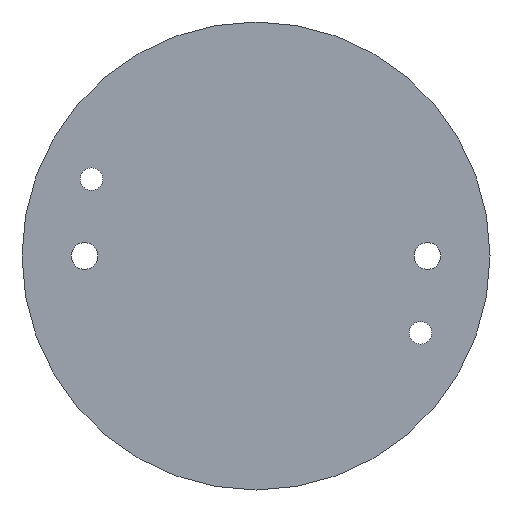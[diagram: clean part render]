
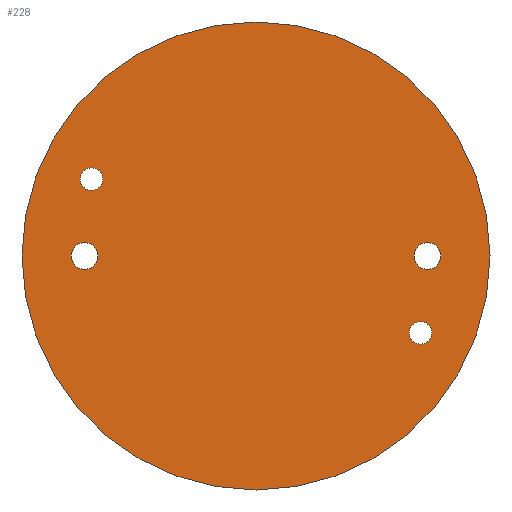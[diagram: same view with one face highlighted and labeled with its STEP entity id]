
A CAD part, front view. The second image highlights one B-rep face of the part: STEP entity #228.
In plain terms, the highlighted planar face has unit normal (0, -1, 0).
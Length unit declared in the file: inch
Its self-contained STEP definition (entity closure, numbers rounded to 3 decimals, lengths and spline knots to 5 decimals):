
#1 = CARTESIAN_POINT ( 'NONE',  ( -2.03919, 0., 0.81089 ) ) ;
#5 = AXIS2_PLACEMENT_3D ( 'NONE', #112, #415, #22 ) ;
#8 = EDGE_CURVE ( 'NONE', #84, #334, #123, .T. ) ;
#9 = ORIENTED_EDGE ( 'NONE', *, *, #151, .T. ) ;
#12 = DIRECTION ( 'NONE',  ( 0., 1., 0. ) ) ;
#14 = CIRCLE ( 'NONE', #312, 0.165 ) ;
#22 = DIRECTION ( 'NONE',  ( 0., 0., 1. ) ) ;
#32 = FACE_BOUND ( 'NONE', #299, .T. ) ;
#45 = EDGE_LOOP ( 'NONE', ( #307, #395 ) ) ;
#48 = CARTESIAN_POINT ( 'NONE',  ( 2.03919, 0., -0.95089 ) ) ;
#61 = CIRCLE ( 'NONE', #255, 0.165 ) ;
#64 = AXIS2_PLACEMENT_3D ( 'NONE', #48, #69, #173 ) ;
#69 = DIRECTION ( 'NONE',  ( 0., 1., 0. ) ) ;
#78 = EDGE_CURVE ( 'NONE', #376, #251, #61, .T. ) ;
#84 = VERTEX_POINT ( 'NONE', #143 ) ;
#86 = EDGE_CURVE ( 'NONE', #251, #376, #325, .T. ) ;
#91 = CARTESIAN_POINT ( 'NONE',  ( 2.03919, 0., -0.81089 ) ) ;
#102 = CARTESIAN_POINT ( 'NONE',  ( -2.03919, 0., 0.95089 ) ) ;
#104 = VERTEX_POINT ( 'NONE', #91 ) ;
#107 = ORIENTED_EDGE ( 'NONE', *, *, #287, .T. ) ;
#108 = DIRECTION ( 'NONE',  ( 0., 0., 1. ) ) ;
#112 = CARTESIAN_POINT ( 'NONE',  ( -2.03919, 0., 0.95089 ) ) ;
#123 = CIRCLE ( 'NONE', #348, 2.9 ) ;
#125 = EDGE_CURVE ( 'NONE', #301, #344, #399, .T. ) ;
#131 = CARTESIAN_POINT ( 'NONE',  ( 0., 0., 0. ) ) ;
#132 = ORIENTED_EDGE ( 'NONE', *, *, #125, .T. ) ;
#133 = CARTESIAN_POINT ( 'NONE',  ( -2.125, 0., -0.165 ) ) ;
#137 = CIRCLE ( 'NONE', #178, 0.14 ) ;
#142 = EDGE_LOOP ( 'NONE', ( #9, #132 ) ) ;
#143 = CARTESIAN_POINT ( 'NONE',  ( 0., 0., 2.9 ) ) ;
#148 = DIRECTION ( 'NONE',  ( 0., 0., 1. ) ) ;
#151 = EDGE_CURVE ( 'NONE', #344, #301, #411, .T. ) ;
#162 = AXIS2_PLACEMENT_3D ( 'NONE', #425, #163, #388 ) ;
#163 = DIRECTION ( 'NONE',  ( 0., 1., 0. ) ) ;
#164 = EDGE_CURVE ( 'NONE', #334, #84, #350, .T. ) ;
#173 = DIRECTION ( 'NONE',  ( 0., 0., 1. ) ) ;
#178 = AXIS2_PLACEMENT_3D ( 'NONE', #397, #241, #370 ) ;
#181 = DIRECTION ( 'NONE',  ( 0., 1., 0. ) ) ;
#182 = EDGE_LOOP ( 'NONE', ( #283, #401 ) ) ;
#183 = EDGE_CURVE ( 'NONE', #305, #269, #296, .T. ) ;
#186 = AXIS2_PLACEMENT_3D ( 'NONE', #423, #204, #328 ) ;
#196 = CARTESIAN_POINT ( 'NONE',  ( 2.125, 0., 0.165 ) ) ;
#198 = ORIENTED_EDGE ( 'NONE', *, *, #313, .T. ) ;
#204 = DIRECTION ( 'NONE',  ( 0., 1., 0. ) ) ;
#214 = AXIS2_PLACEMENT_3D ( 'NONE', #131, #240, #295 ) ;
#217 = EDGE_LOOP ( 'NONE', ( #280, #342 ) ) ;
#224 = DIRECTION ( 'NONE',  ( 0., 1., 0. ) ) ;
#227 = DIRECTION ( 'NONE',  ( 0., 0., 1. ) ) ;
#228 = ADVANCED_FACE ( 'NONE', ( #32, #364, #300, #330, #427 ), #229, .F. ) ;
#229 = PLANE ( 'NONE',  #214 ) ;
#240 = DIRECTION ( 'NONE',  ( 0., 1., 0. ) ) ;
#241 = DIRECTION ( 'NONE',  ( 0., 1., 0. ) ) ;
#245 = CARTESIAN_POINT ( 'NONE',  ( -2.03919, 0., 1.09089 ) ) ;
#251 = VERTEX_POINT ( 'NONE', #196 ) ;
#255 = AXIS2_PLACEMENT_3D ( 'NONE', #256, #224, #414 ) ;
#256 = CARTESIAN_POINT ( 'NONE',  ( 2.125, 0., 0. ) ) ;
#258 = CARTESIAN_POINT ( 'NONE',  ( 2.125, 0., -0.165 ) ) ;
#263 = CIRCLE ( 'NONE', #64, 0.14 ) ;
#264 = DIRECTION ( 'NONE',  ( 0., 1., 0. ) ) ;
#268 = DIRECTION ( 'NONE',  ( 0., 0., 1. ) ) ;
#269 = VERTEX_POINT ( 'NONE', #360 ) ;
#272 = CARTESIAN_POINT ( 'NONE',  ( 2.03919, 0., -1.09089 ) ) ;
#275 = AXIS2_PLACEMENT_3D ( 'NONE', #102, #264, #268 ) ;
#276 = CARTESIAN_POINT ( 'NONE',  ( 0., 0., -2.9 ) ) ;
#280 = ORIENTED_EDGE ( 'NONE', *, *, #281, .T. ) ;
#281 = EDGE_CURVE ( 'NONE', #269, #305, #14, .T. ) ;
#283 = ORIENTED_EDGE ( 'NONE', *, *, #164, .F. ) ;
#287 = EDGE_CURVE ( 'NONE', #104, #309, #263, .T. ) ;
#295 = DIRECTION ( 'NONE',  ( 0., 0., 1. ) ) ;
#296 = CIRCLE ( 'NONE', #186, 0.165 ) ;
#299 = EDGE_LOOP ( 'NONE', ( #107, #198 ) ) ;
#300 = FACE_BOUND ( 'NONE', #45, .T. ) ;
#301 = VERTEX_POINT ( 'NONE', #1 ) ;
#305 = VERTEX_POINT ( 'NONE', #133 ) ;
#306 = AXIS2_PLACEMENT_3D ( 'NONE', #384, #352, #227 ) ;
#307 = ORIENTED_EDGE ( 'NONE', *, *, #86, .T. ) ;
#309 = VERTEX_POINT ( 'NONE', #272 ) ;
#312 = AXIS2_PLACEMENT_3D ( 'NONE', #402, #181, #108 ) ;
#313 = EDGE_CURVE ( 'NONE', #309, #104, #137, .T. ) ;
#325 = CIRCLE ( 'NONE', #306, 0.165 ) ;
#328 = DIRECTION ( 'NONE',  ( 0., 0., 1. ) ) ;
#330 = FACE_BOUND ( 'NONE', #217, .T. ) ;
#334 = VERTEX_POINT ( 'NONE', #276 ) ;
#342 = ORIENTED_EDGE ( 'NONE', *, *, #183, .T. ) ;
#344 = VERTEX_POINT ( 'NONE', #245 ) ;
#348 = AXIS2_PLACEMENT_3D ( 'NONE', #412, #12, #148 ) ;
#350 = CIRCLE ( 'NONE', #162, 2.9 ) ;
#352 = DIRECTION ( 'NONE',  ( 0., 1., 0. ) ) ;
#360 = CARTESIAN_POINT ( 'NONE',  ( -2.125, 0., 0.165 ) ) ;
#364 = FACE_BOUND ( 'NONE', #142, .T. ) ;
#370 = DIRECTION ( 'NONE',  ( 0., 0., 1. ) ) ;
#376 = VERTEX_POINT ( 'NONE', #258 ) ;
#384 = CARTESIAN_POINT ( 'NONE',  ( 2.125, 0., 0. ) ) ;
#388 = DIRECTION ( 'NONE',  ( 0., 0., 1. ) ) ;
#395 = ORIENTED_EDGE ( 'NONE', *, *, #78, .T. ) ;
#397 = CARTESIAN_POINT ( 'NONE',  ( 2.03919, 0., -0.95089 ) ) ;
#399 = CIRCLE ( 'NONE', #5, 0.14 ) ;
#401 = ORIENTED_EDGE ( 'NONE', *, *, #8, .F. ) ;
#402 = CARTESIAN_POINT ( 'NONE',  ( -2.125, 0., 0. ) ) ;
#411 = CIRCLE ( 'NONE', #275, 0.14 ) ;
#412 = CARTESIAN_POINT ( 'NONE',  ( 0., 0., 0. ) ) ;
#414 = DIRECTION ( 'NONE',  ( 0., 0., 1. ) ) ;
#415 = DIRECTION ( 'NONE',  ( 0., 1., 0. ) ) ;
#423 = CARTESIAN_POINT ( 'NONE',  ( -2.125, 0., 0. ) ) ;
#425 = CARTESIAN_POINT ( 'NONE',  ( 0., 0., 0. ) ) ;
#427 = FACE_OUTER_BOUND ( 'NONE', #182, .T. ) ;
